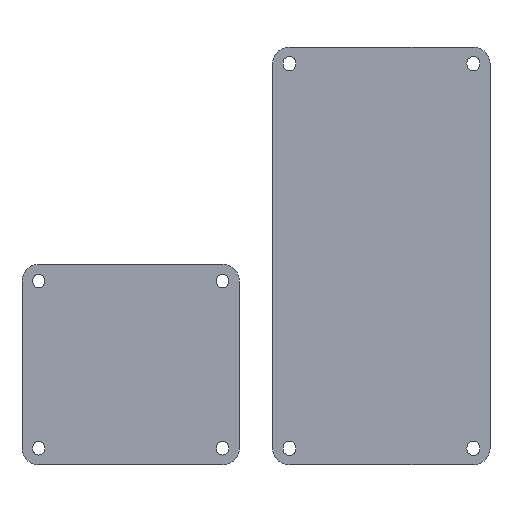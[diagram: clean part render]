
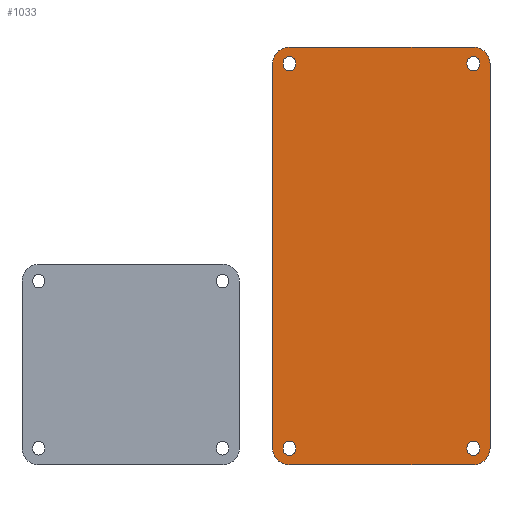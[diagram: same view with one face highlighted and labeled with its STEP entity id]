
A CAD part, top view. The second image highlights one B-rep face of the part: STEP entity #1033.
In plain terms, the highlighted planar face has unit normal (0, 0, 1).
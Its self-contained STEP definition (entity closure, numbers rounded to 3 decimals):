
#35=FACE_BOUND('',#226,.T.);
#36=FACE_BOUND('',#227,.T.);
#37=FACE_BOUND('',#228,.T.);
#38=FACE_BOUND('',#229,.T.);
#68=CIRCLE('',#1116,1.9);
#70=CIRCLE('',#1120,1.9);
#72=CIRCLE('',#1124,1.9);
#74=CIRCLE('',#1128,1.9);
#76=CIRCLE('',#1132,1.9);
#78=CIRCLE('',#1136,1.9);
#80=CIRCLE('',#1140,1.9);
#82=CIRCLE('',#1144,1.9);
#84=CIRCLE('',#1148,5.);
#86=CIRCLE('',#1152,5.);
#88=CIRCLE('',#1156,5.);
#90=CIRCLE('',#1160,5.);
#165=FACE_OUTER_BOUND('',#225,.T.);
#225=EDGE_LOOP('',(#907,#908,#909,#910,#911,#912,#913,#914));
#226=EDGE_LOOP('',(#915,#916,#917,#918));
#227=EDGE_LOOP('',(#919,#920,#921,#922));
#228=EDGE_LOOP('',(#923,#924,#925,#926));
#229=EDGE_LOOP('',(#927,#928,#929,#930));
#285=LINE('',#1627,#381);
#289=LINE('',#1639,#385);
#293=LINE('',#1651,#389);
#297=LINE('',#1663,#393);
#301=LINE('',#1675,#397);
#305=LINE('',#1687,#401);
#309=LINE('',#1699,#405);
#313=LINE('',#1711,#409);
#317=LINE('',#1723,#413);
#321=LINE('',#1735,#417);
#325=LINE('',#1747,#421);
#329=LINE('',#1759,#425);
#381=VECTOR('',#1323,10.);
#385=VECTOR('',#1335,10.);
#389=VECTOR('',#1347,10.);
#393=VECTOR('',#1359,10.);
#397=VECTOR('',#1371,10.);
#401=VECTOR('',#1383,10.);
#405=VECTOR('',#1395,10.);
#409=VECTOR('',#1407,10.);
#413=VECTOR('',#1419,10.);
#417=VECTOR('',#1431,10.);
#421=VECTOR('',#1443,10.);
#425=VECTOR('',#1455,10.);
#477=VERTEX_POINT('',#1624);
#478=VERTEX_POINT('',#1626);
#480=VERTEX_POINT('',#1632);
#482=VERTEX_POINT('',#1638);
#485=VERTEX_POINT('',#1648);
#486=VERTEX_POINT('',#1650);
#488=VERTEX_POINT('',#1656);
#490=VERTEX_POINT('',#1662);
#493=VERTEX_POINT('',#1672);
#494=VERTEX_POINT('',#1674);
#496=VERTEX_POINT('',#1680);
#498=VERTEX_POINT('',#1686);
#501=VERTEX_POINT('',#1696);
#502=VERTEX_POINT('',#1698);
#504=VERTEX_POINT('',#1704);
#506=VERTEX_POINT('',#1710);
#509=VERTEX_POINT('',#1720);
#510=VERTEX_POINT('',#1722);
#512=VERTEX_POINT('',#1728);
#514=VERTEX_POINT('',#1734);
#516=VERTEX_POINT('',#1740);
#518=VERTEX_POINT('',#1746);
#520=VERTEX_POINT('',#1752);
#522=VERTEX_POINT('',#1758);
#597=EDGE_CURVE('',#478,#477,#285,.T.);
#600=EDGE_CURVE('',#480,#478,#68,.T.);
#603=EDGE_CURVE('',#482,#480,#289,.T.);
#606=EDGE_CURVE('',#477,#482,#70,.T.);
#609=EDGE_CURVE('',#486,#485,#293,.T.);
#612=EDGE_CURVE('',#488,#486,#72,.T.);
#615=EDGE_CURVE('',#490,#488,#297,.T.);
#618=EDGE_CURVE('',#485,#490,#74,.T.);
#621=EDGE_CURVE('',#494,#493,#301,.T.);
#624=EDGE_CURVE('',#496,#494,#76,.T.);
#627=EDGE_CURVE('',#498,#496,#305,.T.);
#630=EDGE_CURVE('',#493,#498,#78,.T.);
#633=EDGE_CURVE('',#502,#501,#309,.T.);
#636=EDGE_CURVE('',#504,#502,#80,.T.);
#639=EDGE_CURVE('',#506,#504,#313,.T.);
#642=EDGE_CURVE('',#501,#506,#82,.T.);
#645=EDGE_CURVE('',#510,#509,#317,.T.);
#648=EDGE_CURVE('',#512,#510,#84,.T.);
#651=EDGE_CURVE('',#514,#512,#321,.T.);
#654=EDGE_CURVE('',#516,#514,#86,.T.);
#657=EDGE_CURVE('',#518,#516,#325,.T.);
#660=EDGE_CURVE('',#520,#518,#88,.T.);
#663=EDGE_CURVE('',#522,#520,#329,.T.);
#666=EDGE_CURVE('',#509,#522,#90,.T.);
#907=ORIENTED_EDGE('',*,*,#666,.T.);
#908=ORIENTED_EDGE('',*,*,#663,.T.);
#909=ORIENTED_EDGE('',*,*,#660,.T.);
#910=ORIENTED_EDGE('',*,*,#657,.T.);
#911=ORIENTED_EDGE('',*,*,#654,.T.);
#912=ORIENTED_EDGE('',*,*,#651,.T.);
#913=ORIENTED_EDGE('',*,*,#648,.T.);
#914=ORIENTED_EDGE('',*,*,#645,.T.);
#915=ORIENTED_EDGE('',*,*,#642,.T.);
#916=ORIENTED_EDGE('',*,*,#639,.T.);
#917=ORIENTED_EDGE('',*,*,#636,.T.);
#918=ORIENTED_EDGE('',*,*,#633,.T.);
#919=ORIENTED_EDGE('',*,*,#630,.T.);
#920=ORIENTED_EDGE('',*,*,#627,.T.);
#921=ORIENTED_EDGE('',*,*,#624,.T.);
#922=ORIENTED_EDGE('',*,*,#621,.T.);
#923=ORIENTED_EDGE('',*,*,#618,.T.);
#924=ORIENTED_EDGE('',*,*,#615,.T.);
#925=ORIENTED_EDGE('',*,*,#612,.T.);
#926=ORIENTED_EDGE('',*,*,#609,.T.);
#927=ORIENTED_EDGE('',*,*,#606,.T.);
#928=ORIENTED_EDGE('',*,*,#603,.T.);
#929=ORIENTED_EDGE('',*,*,#600,.T.);
#930=ORIENTED_EDGE('',*,*,#597,.T.);
#981=PLANE('',#1161);
#1033=ADVANCED_FACE('',(#165,#35,#36,#37,#38),#981,.T.);
#1116=AXIS2_PLACEMENT_3D('',#1633,#1329,#1330);
#1120=AXIS2_PLACEMENT_3D('',#1643,#1341,#1342);
#1124=AXIS2_PLACEMENT_3D('',#1657,#1353,#1354);
#1128=AXIS2_PLACEMENT_3D('',#1667,#1365,#1366);
#1132=AXIS2_PLACEMENT_3D('',#1681,#1377,#1378);
#1136=AXIS2_PLACEMENT_3D('',#1691,#1389,#1390);
#1140=AXIS2_PLACEMENT_3D('',#1705,#1401,#1402);
#1144=AXIS2_PLACEMENT_3D('',#1715,#1413,#1414);
#1148=AXIS2_PLACEMENT_3D('',#1729,#1425,#1426);
#1152=AXIS2_PLACEMENT_3D('',#1741,#1437,#1438);
#1156=AXIS2_PLACEMENT_3D('',#1753,#1449,#1450);
#1160=AXIS2_PLACEMENT_3D('',#1763,#1461,#1462);
#1161=AXIS2_PLACEMENT_3D('',#1764,#1463,#1464);
#1323=DIRECTION('',(0.,-1.,0.));
#1329=DIRECTION('center_axis',(0.,0.,-1.));
#1330=DIRECTION('ref_axis',(1.,0.,0.));
#1335=DIRECTION('',(0.,1.,0.));
#1341=DIRECTION('center_axis',(0.,0.,-1.));
#1342=DIRECTION('ref_axis',(-1.,0.,0.));
#1347=DIRECTION('',(0.,-1.,0.));
#1353=DIRECTION('center_axis',(0.,0.,-1.));
#1354=DIRECTION('ref_axis',(1.,0.,0.));
#1359=DIRECTION('',(0.,1.,0.));
#1365=DIRECTION('center_axis',(0.,0.,-1.));
#1366=DIRECTION('ref_axis',(-1.,0.,0.));
#1371=DIRECTION('',(0.,1.,0.));
#1377=DIRECTION('center_axis',(0.,0.,-1.));
#1378=DIRECTION('ref_axis',(-1.,0.,0.));
#1383=DIRECTION('',(0.,-1.,0.));
#1389=DIRECTION('center_axis',(0.,0.,-1.));
#1390=DIRECTION('ref_axis',(1.,0.,0.));
#1395=DIRECTION('',(0.,1.,0.));
#1401=DIRECTION('center_axis',(0.,0.,-1.));
#1402=DIRECTION('ref_axis',(-1.,0.,0.));
#1407=DIRECTION('',(0.,-1.,0.));
#1413=DIRECTION('center_axis',(0.,0.,-1.));
#1414=DIRECTION('ref_axis',(1.,0.,0.));
#1419=DIRECTION('',(0.,-1.,0.));
#1425=DIRECTION('center_axis',(0.,0.,1.));
#1426=DIRECTION('ref_axis',(0.,1.,0.));
#1431=DIRECTION('',(-1.,0.,0.));
#1437=DIRECTION('center_axis',(0.,0.,1.));
#1438=DIRECTION('ref_axis',(1.,0.,0.));
#1443=DIRECTION('',(0.,1.,0.));
#1449=DIRECTION('center_axis',(0.,0.,1.));
#1450=DIRECTION('ref_axis',(0.,-1.,0.));
#1455=DIRECTION('',(1.,0.,0.));
#1461=DIRECTION('center_axis',(0.,0.,1.));
#1462=DIRECTION('ref_axis',(-1.,0.,0.));
#1463=DIRECTION('center_axis',(0.,0.,1.));
#1464=DIRECTION('ref_axis',(1.,0.,0.));
#1624=CARTESIAN_POINT('',(66.9,134.75,3.));
#1626=CARTESIAN_POINT('',(66.9,135.25,3.));
#1627=CARTESIAN_POINT('',(66.9,135.25,3.));
#1632=CARTESIAN_POINT('',(63.1,135.25,3.));
#1633=CARTESIAN_POINT('Origin',(65.,135.25,3.));
#1638=CARTESIAN_POINT('',(63.1,134.75,3.));
#1639=CARTESIAN_POINT('',(63.1,134.75,3.));
#1643=CARTESIAN_POINT('Origin',(65.,134.75,3.));
#1648=CARTESIAN_POINT('',(11.9,19.75,3.));
#1650=CARTESIAN_POINT('',(11.9,20.25,3.));
#1651=CARTESIAN_POINT('',(11.9,20.25,3.));
#1656=CARTESIAN_POINT('',(8.1,20.25,3.));
#1657=CARTESIAN_POINT('Origin',(10.,20.25,3.));
#1662=CARTESIAN_POINT('',(8.1,19.75,3.));
#1663=CARTESIAN_POINT('',(8.1,19.75,3.));
#1667=CARTESIAN_POINT('Origin',(10.,19.75,3.));
#1672=CARTESIAN_POINT('',(8.1,135.25,3.));
#1674=CARTESIAN_POINT('',(8.1,134.75,3.));
#1675=CARTESIAN_POINT('',(8.1,135.25,3.));
#1680=CARTESIAN_POINT('',(11.9,134.75,3.));
#1681=CARTESIAN_POINT('Origin',(10.,134.75,3.));
#1686=CARTESIAN_POINT('',(11.9,135.25,3.));
#1687=CARTESIAN_POINT('',(11.9,134.75,3.));
#1691=CARTESIAN_POINT('Origin',(10.,135.25,3.));
#1696=CARTESIAN_POINT('',(63.1,20.25,3.));
#1698=CARTESIAN_POINT('',(63.1,19.75,3.));
#1699=CARTESIAN_POINT('',(63.1,20.25,3.));
#1704=CARTESIAN_POINT('',(66.9,19.75,3.));
#1705=CARTESIAN_POINT('Origin',(65.,19.75,3.));
#1710=CARTESIAN_POINT('',(66.9,20.25,3.));
#1711=CARTESIAN_POINT('',(66.9,19.75,3.));
#1715=CARTESIAN_POINT('Origin',(65.,20.25,3.));
#1720=CARTESIAN_POINT('',(5.,20.,3.));
#1722=CARTESIAN_POINT('',(5.,135.,3.));
#1723=CARTESIAN_POINT('',(5.,20.,3.));
#1728=CARTESIAN_POINT('',(10.,140.,3.));
#1729=CARTESIAN_POINT('Origin',(10.,135.,3.));
#1734=CARTESIAN_POINT('',(65.,140.,3.));
#1735=CARTESIAN_POINT('',(10.,140.,3.));
#1740=CARTESIAN_POINT('',(70.,135.,3.));
#1741=CARTESIAN_POINT('Origin',(65.,135.,3.));
#1746=CARTESIAN_POINT('',(70.,20.,3.));
#1747=CARTESIAN_POINT('',(70.,135.,3.));
#1752=CARTESIAN_POINT('',(65.,15.,3.));
#1753=CARTESIAN_POINT('Origin',(65.,20.,3.));
#1758=CARTESIAN_POINT('',(10.,15.,3.));
#1759=CARTESIAN_POINT('',(65.,15.,3.));
#1763=CARTESIAN_POINT('Origin',(10.,20.,3.));
#1764=CARTESIAN_POINT('Origin',(37.5,77.5,3.));
